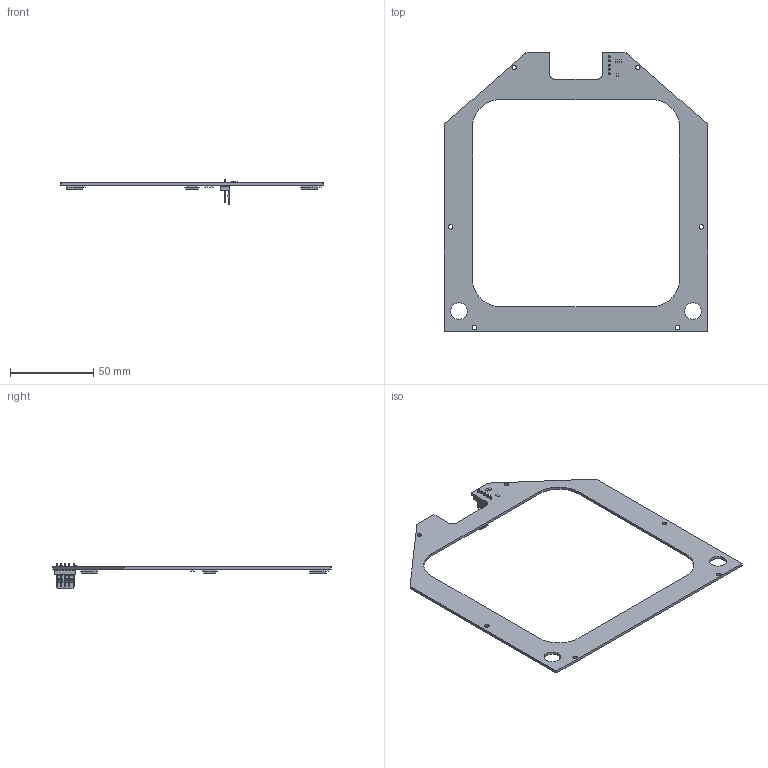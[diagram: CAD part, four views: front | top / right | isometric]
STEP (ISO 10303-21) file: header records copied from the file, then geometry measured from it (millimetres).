
FILE_DESCRIPTION(('FreeCAD Model'),'2;1');
FILE_NAME('Buttons_DDI.step', '2019-10-28T10:20:52',('Author'),(''), 'Open CASCADE STEP processor 7.3','FreeCAD','Unknown');
FILE_SCHEMA(('AUTOMOTIVE_DESIGN { 1 0 10303 214 1 1 1 1 }'));
Length unit declared in the file: millimetre
Products named in the file (19): Buttons_DDI; Board_Geoms; Local_CS; Pcb; Step_Models; Top; R1_R_0805_2012Metric_5BF1EFD9; R2_R_0805_2012Metric_5BF1F12B; R3_R_0805_2012Metric_5DB19099; Bot; J1_Molex_AE_6410_05A_5BE28C23; U2_SOIC_16W_75x103mm_P127mm_5BE28CE8; U3_SOIC_16W_75x103mm_P127mm_5BE28D0D; U4_SOIC_16W_75x103mm_P127mm_5BE28D32; U5_SOIC_16W_75x103mm_P127mm_5BE29E62; C1_C_0805_2012Metric_5DB19055; C2_C_0805_2012Metric_5DB19066; C3_C_0805_2012Metric_5DB19077; C4_C_0805_2012Metric_5DB19088
Assembly tree (18 placements, depth 4):
  Buttons_DDI
    Board_Geoms
      Local_CS
      Pcb
    Step_Models
      Top
        R1_R_0805_2012Metric_5BF1EFD9
        R2_R_0805_2012Metric_5BF1F12B
        R3_R_0805_2012Metric_5DB19099
      Bot
        J1_Molex_AE_6410_05A_5BE28C23
        U2_SOIC_16W_75x103mm_P127mm_5BE28CE8
        U3_SOIC_16W_75x103mm_P127mm_5BE28D0D
        U4_SOIC_16W_75x103mm_P127mm_5BE28D32
        U5_SOIC_16W_75x103mm_P127mm_5BE29E62
        C1_C_0805_2012Metric_5DB19055
        C2_C_0805_2012Metric_5DB19066
        C3_C_0805_2012Metric_5DB19077
        C4_C_0805_2012Metric_5DB19088
Bounding box: 158.18 x 167.39 x 15.26 mm (x, y, z)
Volume: 14575.9 mm3; surface area: 20689.4 mm2
Topology: 13 solids, 13 shells, 1478 faces, 3886 edges, 2456 vertices
Faces by surface type: plane 960, cylinder 358, bspline 160
Full cylindrical faces by diameter (mm): 0.6 x4, 1.2 x5, 2.705 x6, 10 x2
Entity records: 55100 total; most frequent: CARTESIAN_POINT 8447, ORIENTED_EDGE 7772, DIRECTION 7148, EDGE_CURVE 3886, LINE 3042, VECTOR 3042, VERTEX_POINT 2456, AXIS2_PLACEMENT_3D 2053
